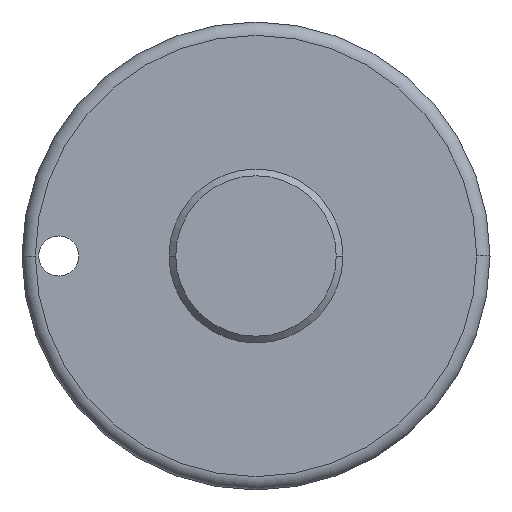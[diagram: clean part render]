
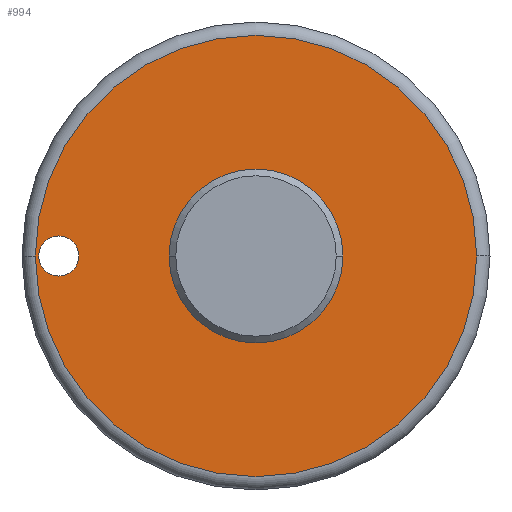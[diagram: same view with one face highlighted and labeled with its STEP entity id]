
A CAD part, left-side view. The second image highlights one B-rep face of the part: STEP entity #994.
In plain terms, the highlighted planar face has unit normal (-1, 0, 0).
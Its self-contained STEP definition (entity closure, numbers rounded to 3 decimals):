
#19 = CARTESIAN_POINT ( 'NONE',  ( -131.681, 17.221, 0. ) ) ;
#23 = EDGE_LOOP ( 'NONE', ( #567, #556 ) ) ;
#27 = VERTEX_POINT ( 'NONE', #809 ) ;
#46 = DIRECTION ( 'NONE',  ( 0., 1., 0. ) ) ;
#62 = VERTEX_POINT ( 'NONE', #19 ) ;
#85 = CARTESIAN_POINT ( 'NONE',  ( -131.681, 0.721, 0. ) ) ;
#97 = DIRECTION ( 'NONE',  ( -1., 0., 0. ) ) ;
#113 = CARTESIAN_POINT ( 'NONE',  ( -131.681, 7.221, 0. ) ) ;
#149 = ORIENTED_EDGE ( 'NONE', *, *, #857, .T. ) ;
#166 = VERTEX_POINT ( 'NONE', #682 ) ;
#192 = ORIENTED_EDGE ( 'NONE', *, *, #709, .T. ) ;
#225 = CARTESIAN_POINT ( 'NONE',  ( -131.681, -5.779, 0. ) ) ;
#242 = DIRECTION ( 'NONE',  ( 1., 0., 0. ) ) ;
#261 = CIRCLE ( 'NONE', #950, 6.5 ) ;
#292 = DIRECTION ( 'NONE',  ( 0., 1., 0. ) ) ;
#299 = CIRCLE ( 'NONE', #606, 6.5 ) ;
#342 = CIRCLE ( 'NONE', #731, 16.5 ) ;
#371 = CARTESIAN_POINT ( 'NONE',  ( -131.681, 0.721, 0. ) ) ;
#376 = AXIS2_PLACEMENT_3D ( 'NONE', #733, #888, #523 ) ;
#387 = PLANE ( 'NONE',  #930 ) ;
#431 = DIRECTION ( 'NONE',  ( -1., 0., 0. ) ) ;
#446 = DIRECTION ( 'NONE',  ( 1., 0., 0. ) ) ;
#451 = CARTESIAN_POINT ( 'NONE',  ( -131.681, 15.471, 0. ) ) ;
#455 = CARTESIAN_POINT ( 'NONE',  ( -131.681, 0.721, 0. ) ) ;
#471 = CARTESIAN_POINT ( 'NONE',  ( -131.681, 18.221, 0. ) ) ;
#480 = AXIS2_PLACEMENT_3D ( 'NONE', #451, #446, #631 ) ;
#483 = CARTESIAN_POINT ( 'NONE',  ( -131.681, -15.779, 0. ) ) ;
#523 = DIRECTION ( 'NONE',  ( 0., 1., 0. ) ) ;
#533 = ORIENTED_EDGE ( 'NONE', *, *, #658, .T. ) ;
#547 = AXIS2_PLACEMENT_3D ( 'NONE', #371, #721, #737 ) ;
#556 = ORIENTED_EDGE ( 'NONE', *, *, #646, .F. ) ;
#567 = ORIENTED_EDGE ( 'NONE', *, *, #1047, .F. ) ;
#593 = EDGE_LOOP ( 'NONE', ( #533, #149 ) ) ;
#595 = EDGE_LOOP ( 'NONE', ( #192, #889 ) ) ;
#606 = AXIS2_PLACEMENT_3D ( 'NONE', #85, #431, #655 ) ;
#631 = DIRECTION ( 'NONE',  ( 0., 1., 0. ) ) ;
#646 = EDGE_CURVE ( 'NONE', #878, #896, #261, .T. ) ;
#655 = DIRECTION ( 'NONE',  ( 0., -1., 0. ) ) ;
#656 = CIRCLE ( 'NONE', #547, 16.5 ) ;
#658 = EDGE_CURVE ( 'NONE', #62, #875, #656, .T. ) ;
#682 = CARTESIAN_POINT ( 'NONE',  ( -131.681, 13.971, 0. ) ) ;
#709 = EDGE_CURVE ( 'NONE', #27, #166, #1016, .T. ) ;
#721 = DIRECTION ( 'NONE',  ( -1., 0., 0. ) ) ;
#731 = AXIS2_PLACEMENT_3D ( 'NONE', #829, #907, #46 ) ;
#733 = CARTESIAN_POINT ( 'NONE',  ( -131.681, 15.471, 0. ) ) ;
#737 = DIRECTION ( 'NONE',  ( 0., 1., 0. ) ) ;
#809 = CARTESIAN_POINT ( 'NONE',  ( -131.681, 16.971, 0. ) ) ;
#829 = CARTESIAN_POINT ( 'NONE',  ( -131.681, 0.721, 0. ) ) ;
#857 = EDGE_CURVE ( 'NONE', #875, #62, #342, .T. ) ;
#875 = VERTEX_POINT ( 'NONE', #483 ) ;
#878 = VERTEX_POINT ( 'NONE', #113 ) ;
#888 = DIRECTION ( 'NONE',  ( 1., 0., 0. ) ) ;
#889 = ORIENTED_EDGE ( 'NONE', *, *, #1101, .T. ) ;
#896 = VERTEX_POINT ( 'NONE', #225 ) ;
#907 = DIRECTION ( 'NONE',  ( -1., 0., 0. ) ) ;
#930 = AXIS2_PLACEMENT_3D ( 'NONE', #471, #242, #292 ) ;
#950 = AXIS2_PLACEMENT_3D ( 'NONE', #455, #97, #976 ) ;
#976 = DIRECTION ( 'NONE',  ( 0., -1., 0. ) ) ;
#994 = ADVANCED_FACE ( 'NONE', ( #1058, #1082, #1072 ), #387, .F. ) ;
#1016 = CIRCLE ( 'NONE', #376, 1.5 ) ;
#1047 = EDGE_CURVE ( 'NONE', #896, #878, #299, .T. ) ;
#1058 = FACE_BOUND ( 'NONE', #595, .T. ) ;
#1072 = FACE_BOUND ( 'NONE', #23, .T. ) ;
#1077 = CIRCLE ( 'NONE', #480, 1.5 ) ;
#1082 = FACE_OUTER_BOUND ( 'NONE', #593, .T. ) ;
#1101 = EDGE_CURVE ( 'NONE', #166, #27, #1077, .T. ) ;
